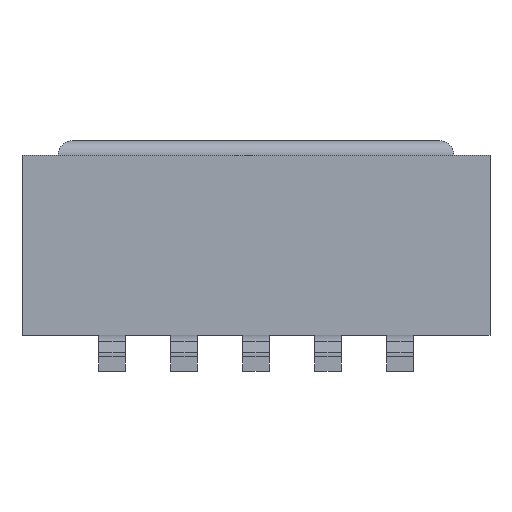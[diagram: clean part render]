
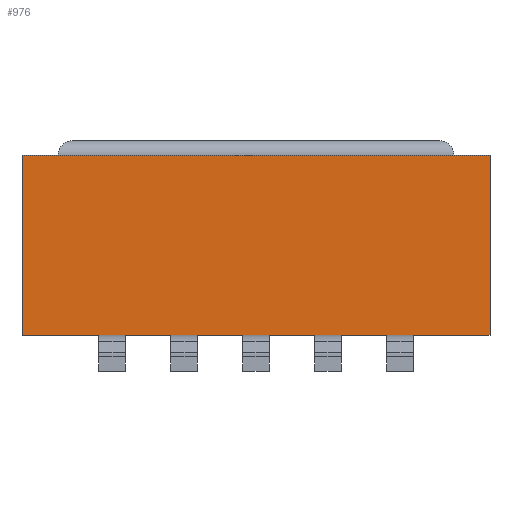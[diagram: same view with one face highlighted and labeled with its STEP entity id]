
A CAD part, left-side view. The second image highlights one B-rep face of the part: STEP entity #976.
In plain terms, the highlighted planar face has unit normal (-1, 0, 0).
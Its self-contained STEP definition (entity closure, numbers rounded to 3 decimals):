
#976=ADVANCED_FACE('',(#2131),#2133,.T.);
#2131=FACE_BOUND('',#2132,.T.);
#2132=EDGE_LOOP('',(#3114,#3115,#3116,#3117,#3118,#3119,#3120,#3121,#3122,#3123,
#3124,#3125,#3126,#3127));
#2133=PLANE('',#2134);
#2134=AXIS2_PLACEMENT_3D('',#2135,#2136,#2137);
#2135=CARTESIAN_POINT('',(0.,6.5,0.));
#2136=DIRECTION('',(-1.,0.,0.));
#2137=DIRECTION('',(0.,-1.,0.));
#3114=ORIENTED_EDGE('',*,*,#3645,.F.);
#3115=ORIENTED_EDGE('',*,*,#3674,.T.);
#3116=ORIENTED_EDGE('',*,*,#3648,.F.);
#3117=ORIENTED_EDGE('',*,*,#3672,.T.);
#3118=ORIENTED_EDGE('',*,*,#3650,.F.);
#3119=ORIENTED_EDGE('',*,*,#3670,.T.);
#3120=ORIENTED_EDGE('',*,*,#3652,.F.);
#3121=ORIENTED_EDGE('',*,*,#3668,.T.);
#3122=ORIENTED_EDGE('',*,*,#3655,.F.);
#3123=ORIENTED_EDGE('',*,*,#3665,.T.);
#3124=ORIENTED_EDGE('',*,*,#3731,.T.);
#3125=ORIENTED_EDGE('',*,*,#3732,.F.);
#3126=ORIENTED_EDGE('',*,*,#3733,.F.);
#3127=ORIENTED_EDGE('',*,*,#3677,.T.);
#3645=EDGE_CURVE('',#3953,#4314,#4315,.F.);
#3648=EDGE_CURVE('',#4005,#4011,#4318,.F.);
#3650=EDGE_CURVE('',#4057,#4063,#4320,.F.);
#3652=EDGE_CURVE('',#4109,#4115,#4322,.F.);
#3655=EDGE_CURVE('',#4325,#4141,#4327,.F.);
#3665=EDGE_CURVE('',#4325,#4338,#4340,.T.);
#3668=EDGE_CURVE('',#4109,#4141,#4344,.T.);
#3670=EDGE_CURVE('',#4057,#4115,#4346,.T.);
#3672=EDGE_CURVE('',#4005,#4063,#4348,.T.);
#3674=EDGE_CURVE('',#3953,#4011,#4350,.T.);
#3677=EDGE_CURVE('',#4354,#4314,#4355,.T.);
#3731=EDGE_CURVE('',#4338,#4421,#4422,.T.);
#3732=EDGE_CURVE('',#4423,#4421,#4424,.T.);
#3733=EDGE_CURVE('',#4354,#4423,#4425,.T.);
#3953=VERTEX_POINT('',#4889);
#4005=VERTEX_POINT('',#5001);
#4011=VERTEX_POINT('',#5014);
#4057=VERTEX_POINT('',#5113);
#4063=VERTEX_POINT('',#5126);
#4109=VERTEX_POINT('',#5225);
#4115=VERTEX_POINT('',#5238);
#4141=VERTEX_POINT('',#5294);
#4314=VERTEX_POINT('',#5720);
#4315=LINE('',#5721,#5722);
#4318=LINE('',#5730,#5731);
#4320=LINE('',#5736,#5737);
#4322=LINE('',#5742,#5743);
#4325=VERTEX_POINT('',#5749);
#4327=LINE('',#5753,#5754);
#4338=VERTEX_POINT('',#5782);
#4340=LINE('',#5786,#5787);
#4344=LINE('',#5796,#5797);
#4346=LINE('',#5802,#5803);
#4348=LINE('',#5808,#5809);
#4350=LINE('',#5814,#5815);
#4354=VERTEX_POINT('',#5824);
#4355=LINE('',#5825,#5826);
#4421=VERTEX_POINT('',#6015);
#4422=LINE('',#6016,#6017);
#4423=VERTEX_POINT('',#6019);
#4424=LINE('',#6020,#6021);
#4425=LINE('',#6023,#6024);
#4889=CARTESIAN_POINT('',(0.,5.065,0.));
#5001=CARTESIAN_POINT('',(0.,4.065,0.));
#5014=CARTESIAN_POINT('',(0.,4.435,0.));
#5113=CARTESIAN_POINT('',(0.,3.065,0.));
#5126=CARTESIAN_POINT('',(0.,3.435,0.));
#5225=CARTESIAN_POINT('',(0.,2.065,0.));
#5238=CARTESIAN_POINT('',(0.,2.435,0.));
#5294=CARTESIAN_POINT('',(0.,1.435,0.));
#5720=CARTESIAN_POINT('',(0.,5.435,0.));
#5721=CARTESIAN_POINT('',(0.,5.435,0.));
#5722=VECTOR('',#5723,1.);
#5723=DIRECTION('',(0.,-1.,0.));
#5730=CARTESIAN_POINT('',(0.,4.435,0.));
#5731=VECTOR('',#5732,1.);
#5732=DIRECTION('',(0.,-1.,0.));
#5736=CARTESIAN_POINT('',(0.,3.435,0.));
#5737=VECTOR('',#5738,1.);
#5738=DIRECTION('',(0.,-1.,0.));
#5742=CARTESIAN_POINT('',(0.,2.435,0.));
#5743=VECTOR('',#5744,1.);
#5744=DIRECTION('',(0.,-1.,0.));
#5749=CARTESIAN_POINT('',(0.,1.065,0.));
#5753=CARTESIAN_POINT('',(0.,1.435,0.));
#5754=VECTOR('',#5755,1.);
#5755=DIRECTION('',(0.,-1.,0.));
#5782=CARTESIAN_POINT('',(0.,0.,0.));
#5786=CARTESIAN_POINT('',(0.,1.065,0.));
#5787=VECTOR('',#5788,1.);
#5788=DIRECTION('',(0.,-1.,0.));
#5796=CARTESIAN_POINT('',(0.,2.065,0.));
#5797=VECTOR('',#5798,1.);
#5798=DIRECTION('',(0.,-1.,0.));
#5802=CARTESIAN_POINT('',(0.,3.065,0.));
#5803=VECTOR('',#5804,1.);
#5804=DIRECTION('',(0.,-1.,0.));
#5808=CARTESIAN_POINT('',(0.,4.065,0.));
#5809=VECTOR('',#5810,1.);
#5810=DIRECTION('',(0.,-1.,0.));
#5814=CARTESIAN_POINT('',(0.,5.065,0.));
#5815=VECTOR('',#5816,1.);
#5816=DIRECTION('',(0.,-1.,0.));
#5824=CARTESIAN_POINT('',(0.,6.5,0.));
#5825=CARTESIAN_POINT('',(0.,6.5,0.));
#5826=VECTOR('',#5827,1.);
#5827=DIRECTION('',(0.,-1.,0.));
#6015=CARTESIAN_POINT('',(0.,0.,2.5));
#6016=CARTESIAN_POINT('',(0.,0.,0.));
#6017=VECTOR('',#6018,1.);
#6018=DIRECTION('',(0.,0.,1.));
#6019=CARTESIAN_POINT('',(0.,6.5,2.5));
#6020=CARTESIAN_POINT('',(0.,6.5,2.5));
#6021=VECTOR('',#6022,1.);
#6022=DIRECTION('',(0.,-1.,0.));
#6023=CARTESIAN_POINT('',(0.,6.5,0.));
#6024=VECTOR('',#6025,1.);
#6025=DIRECTION('',(0.,0.,1.));
